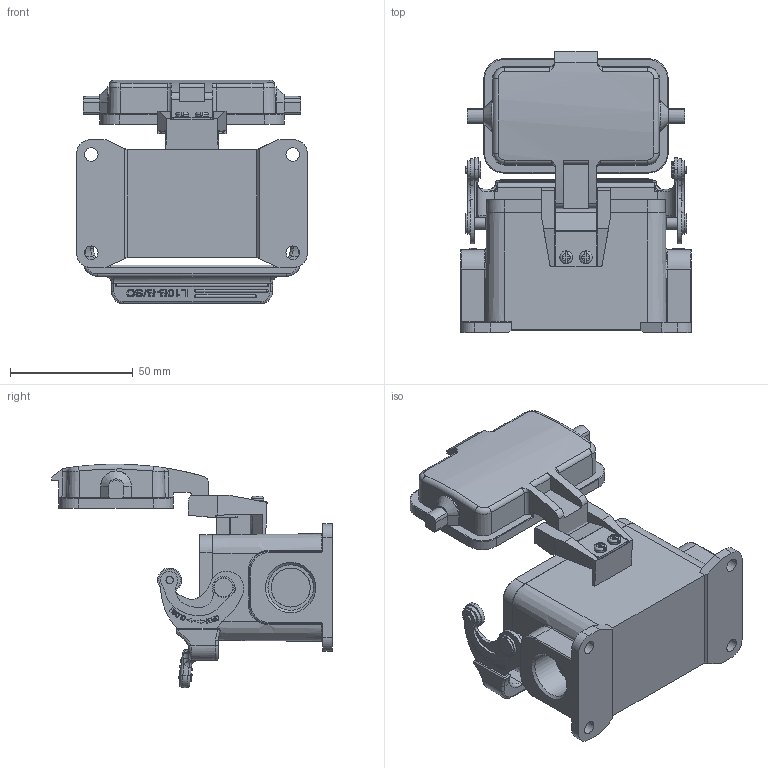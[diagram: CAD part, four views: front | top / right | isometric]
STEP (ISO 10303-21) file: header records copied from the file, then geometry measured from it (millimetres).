
FILE_DESCRIPTION(/* description */ (''),/* implementation_level */ '2;1');
FILE_NAME(/* name */ 'H10B-SF-1L SC-CV.stp',/* time_stamp */ '2023-08-30T11:25:04+08:00',/* author */ (''),/* organization */ (''),/* preprocessor_version */ 'ST-DEVELOPER v18.1',/* originating_system */ 'SIEMENS PLM Software NX 1980',/* authorisation */ '');
FILE_SCHEMA (('AUTOMOTIVE_DESIGN { 1 0 10303 214 3 1 1 1 }'));
Products named in the file (11): Ф8.0X7.5X4.4铆钉,不锈钢; L10B-B_SC; S.BKT2,铸锌扣喷涂件; P.SBB,铸锌扣支架弹片; H10B-CV-2B,盖子(RAL7037),塑料件; 10B-U-V1,U型密封圈,环保; +M3 17.5,铁镀镍,带盖支架固定螺丝,
38048-1006; +M3 12,不锈钢,沉头螺丝,带盖支架固定螺丝; Ф3.0 24,304不锈钢销子; CE-H10B-SF_stp; H10B-SF-1L SC-CV
Assembly tree (12 placements, depth 2):
  H10B-SF-1L SC-CV
    CE-H10B-SF_stp
    Ф3.0 24,304不锈钢销子
    +M3 12,不锈钢,沉头螺丝,带盖支架固定螺丝
    +M3 17.5,铁镀镍,带盖支架固定螺丝,
38048-1006  x2
    10B-U-V1,U型密封圈,环保
    H10B-CV-2B,盖子(RAL7037),塑料件
    P.SBB,铸锌扣支架弹片
    S.BKT2,铸锌扣喷涂件
    L10B-B_SC
    Ф8.0X7.5X4.4铆钉,不锈钢  x2
Bounding box: 94 x 114.38 x 91.08 mm (x, y, z)
Volume: 110994.9 mm3; surface area: 74431.1 mm2
Topology: 19 solids, 19 shells, 1851 faces, 4997 edges, 3259 vertices
Faces by surface type: cylinder 840, plane 763, torus 88, cone 66, bspline 39, extrusion 34, sphere 21
Full cylindrical faces by diameter (mm): 1.9 x2, 2.65 x3, 3 x2, 4 x2, 4.9 x2, 8 x2, 15.9 x1, 18.5 x2
Entity records: 68193 total; most frequent: CARTESIAN_POINT 26347, ORIENTED_EDGE 9292, DIRECTION 7372, EDGE_CURVE 4646, VERTEX_POINT 3050, AXIS2_PLACEMENT_3D 2597, VECTOR 2178, LINE 2144
